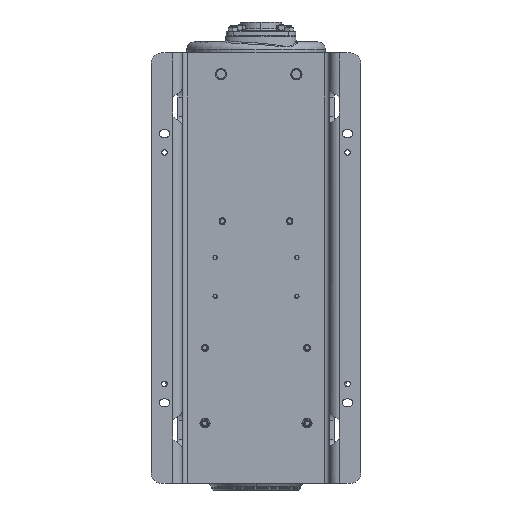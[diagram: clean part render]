
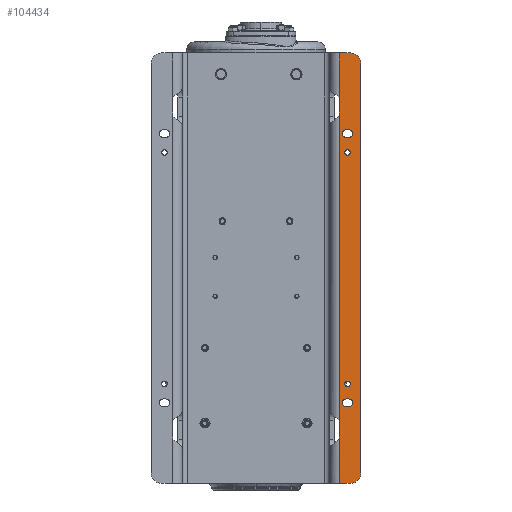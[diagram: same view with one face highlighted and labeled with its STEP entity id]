
A CAD part, front view. The second image highlights one B-rep face of the part: STEP entity #104434.
In plain terms, the highlighted planar face has unit normal (0, -1, 0).
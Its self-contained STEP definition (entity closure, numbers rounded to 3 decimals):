
#869=DIRECTION('',(0.,0.,-1.));
#870=VECTOR('',#869,565.);
#871=CARTESIAN_POINT('',(155.,-80.,-78.));
#872=LINE('',#871,#870);
#873=DIRECTION('',(0.,0.,-1.));
#874=VECTOR('',#873,35.);
#875=CARTESIAN_POINT('',(155.,-80.,-43.));
#876=LINE('',#875,#874);
#877=DIRECTION('',(0.,0.,-1.));
#878=VECTOR('',#877,82.5);
#879=CARTESIAN_POINT('',(155.,-80.,39.5));
#880=LINE('',#879,#878);
#881=CARTESIAN_POINT('',(175.,-80.,19.5));
#882=DIRECTION('',(0.,-1.,0.));
#883=DIRECTION('',(1.,0.,0.));
#884=AXIS2_PLACEMENT_3D('',#881,#882,#883);
#886=CARTESIAN_POINT('',(175.,-80.,-740.5));
#887=DIRECTION('',(0.,-1.,0.));
#888=DIRECTION('',(0.,0.,-1.));
#889=AXIS2_PLACEMENT_3D('',#886,#887,#888);
#891=DIRECTION('',(0.,0.,-1.));
#892=VECTOR('',#891,82.5);
#893=CARTESIAN_POINT('',(155.,-80.,-678.));
#894=LINE('',#893,#892);
#895=DIRECTION('',(0.,0.,-1.));
#896=VECTOR('',#895,35.);
#897=CARTESIAN_POINT('',(155.,-80.,-643.));
#898=LINE('',#897,#896);
#899=DIRECTION('',(-1.,0.,0.));
#900=VECTOR('',#899,2.5);
#901=CARTESIAN_POINT('',(172.5,-80.,-603.5));
#902=LINE('',#901,#900);
#903=DIRECTION('',(-1.,0.,0.));
#904=VECTOR('',#903,2.5);
#905=CARTESIAN_POINT('',(170.,-80.,-603.5));
#906=LINE('',#905,#904);
#907=CARTESIAN_POINT('',(167.5,-80.,-610.5));
#908=DIRECTION('',(0.,1.,0.));
#909=DIRECTION('',(0.,0.,-1.));
#910=AXIS2_PLACEMENT_3D('',#907,#908,#909);
#912=DIRECTION('',(1.,0.,0.));
#913=VECTOR('',#912,2.5);
#914=CARTESIAN_POINT('',(167.5,-80.,-617.5));
#915=LINE('',#914,#913);
#916=DIRECTION('',(1.,0.,0.));
#917=VECTOR('',#916,2.5);
#918=CARTESIAN_POINT('',(170.,-80.,-617.5));
#919=LINE('',#918,#917);
#920=CARTESIAN_POINT('',(172.5,-80.,-610.5));
#921=DIRECTION('',(0.,1.,0.));
#922=DIRECTION('',(0.,0.,1.));
#923=AXIS2_PLACEMENT_3D('',#920,#921,#922);
#925=DIRECTION('',(-1.,0.,0.));
#926=VECTOR('',#925,2.5);
#927=CARTESIAN_POINT('',(172.5,-80.,-103.5));
#928=LINE('',#927,#926);
#929=DIRECTION('',(-1.,0.,0.));
#930=VECTOR('',#929,2.5);
#931=CARTESIAN_POINT('',(170.,-80.,-103.5));
#932=LINE('',#931,#930);
#933=CARTESIAN_POINT('',(167.5,-80.,-110.5));
#934=DIRECTION('',(0.,1.,0.));
#935=DIRECTION('',(0.,0.,-1.));
#936=AXIS2_PLACEMENT_3D('',#933,#934,#935);
#938=DIRECTION('',(1.,0.,0.));
#939=VECTOR('',#938,2.5);
#940=CARTESIAN_POINT('',(167.5,-80.,-117.5));
#941=LINE('',#940,#939);
#942=DIRECTION('',(1.,0.,0.));
#943=VECTOR('',#942,2.5);
#944=CARTESIAN_POINT('',(170.,-80.,-117.5));
#945=LINE('',#944,#943);
#946=CARTESIAN_POINT('',(172.5,-80.,-110.5));
#947=DIRECTION('',(0.,1.,0.));
#948=DIRECTION('',(0.,0.,1.));
#949=AXIS2_PLACEMENT_3D('',#946,#947,#948);
#951=CARTESIAN_POINT('',(170.,-80.,-575.5));
#952=DIRECTION('',(0.,1.,0.));
#953=DIRECTION('',(0.,0.,-1.));
#954=AXIS2_PLACEMENT_3D('',#951,#952,#953);
#956=CARTESIAN_POINT('',(170.,-80.,-575.5));
#957=DIRECTION('',(0.,1.,0.));
#958=DIRECTION('',(0.,0.,1.));
#959=AXIS2_PLACEMENT_3D('',#956,#957,#958);
#961=CARTESIAN_POINT('',(170.,-80.,-145.5));
#962=DIRECTION('',(0.,1.,0.));
#963=DIRECTION('',(0.,0.,-1.));
#964=AXIS2_PLACEMENT_3D('',#961,#962,#963);
#966=CARTESIAN_POINT('',(170.,-80.,-145.5));
#967=DIRECTION('',(0.,1.,0.));
#968=DIRECTION('',(0.,0.,1.));
#969=AXIS2_PLACEMENT_3D('',#966,#967,#968);
#1027=CARTESIAN_POINT('',(155.,-80.,-78.));
#1245=CARTESIAN_POINT('',(155.,-80.,-678.));
#1263=DIRECTION('',(1.,0.,0.));
#1264=VECTOR('',#1263,20.);
#1265=CARTESIAN_POINT('',(155.,-80.,-760.5));
#1266=LINE('',#1265,#1264);
#1271=DIRECTION('',(0.,0.,-1.));
#1272=VECTOR('',#1271,760.);
#1273=CARTESIAN_POINT('',(195.,-80.,19.5));
#1274=LINE('',#1273,#1272);
#1287=DIRECTION('',(1.,0.,0.));
#1288=VECTOR('',#1287,20.);
#1289=CARTESIAN_POINT('',(155.,-80.,39.5));
#1290=LINE('',#1289,#1288);
#101978=CARTESIAN_POINT('',(155.,-80.,39.5));
#101979=VERTEX_POINT('',#101978);
#101994=CARTESIAN_POINT('',(155.,-80.,-760.5));
#101995=VERTEX_POINT('',#101994);
#102000=CARTESIAN_POINT('',(175.,-80.,-760.5));
#102001=VERTEX_POINT('',#102000);
#102002=CARTESIAN_POINT('',(195.,-80.,-740.5));
#102003=VERTEX_POINT('',#102002);
#102016=CARTESIAN_POINT('',(195.,-80.,19.5));
#102017=VERTEX_POINT('',#102016);
#102018=CARTESIAN_POINT('',(175.,-80.,39.5));
#102019=VERTEX_POINT('',#102018);
#102066=VERTEX_POINT('',#1027);
#102067=CARTESIAN_POINT('',(155.,-80.,-43.));
#102068=VERTEX_POINT('',#102067);
#102069=VERTEX_POINT('',#1245);
#102070=CARTESIAN_POINT('',(155.,-80.,-643.));
#102071=VERTEX_POINT('',#102070);
#102180=CARTESIAN_POINT('',(172.5,-80.,-103.5));
#102181=CARTESIAN_POINT('',(170.,-80.,-103.5));
#102182=VERTEX_POINT('',#102180);
#102183=VERTEX_POINT('',#102181);
#102184=CARTESIAN_POINT('',(167.5,-80.,-103.5));
#102185=VERTEX_POINT('',#102184);
#102186=CARTESIAN_POINT('',(167.5,-80.,-117.5));
#102187=VERTEX_POINT('',#102186);
#102188=CARTESIAN_POINT('',(170.,-80.,-117.5));
#102189=VERTEX_POINT('',#102188);
#102190=CARTESIAN_POINT('',(172.5,-80.,-117.5));
#102191=VERTEX_POINT('',#102190);
#102192=CARTESIAN_POINT('',(172.5,-80.,-603.5));
#102193=CARTESIAN_POINT('',(170.,-80.,-603.5));
#102194=VERTEX_POINT('',#102192);
#102195=VERTEX_POINT('',#102193);
#102196=CARTESIAN_POINT('',(167.5,-80.,-603.5));
#102197=VERTEX_POINT('',#102196);
#102198=CARTESIAN_POINT('',(167.5,-80.,-617.5));
#102199=VERTEX_POINT('',#102198);
#102200=CARTESIAN_POINT('',(170.,-80.,-617.5));
#102201=VERTEX_POINT('',#102200);
#102202=CARTESIAN_POINT('',(172.5,-80.,-617.5));
#102203=VERTEX_POINT('',#102202);
#102216=CARTESIAN_POINT('',(170.,-80.,-580.75));
#102217=CARTESIAN_POINT('',(170.,-80.,-570.25));
#102218=VERTEX_POINT('',#102216);
#102219=VERTEX_POINT('',#102217);
#102224=CARTESIAN_POINT('',(170.,-80.,-150.75));
#102225=CARTESIAN_POINT('',(170.,-80.,-140.25));
#102226=VERTEX_POINT('',#102224);
#102227=VERTEX_POINT('',#102225);
#104368=CARTESIAN_POINT('',(155.,-80.,39.5));
#104369=DIRECTION('',(0.,1.,0.));
#104370=DIRECTION('',(1.,0.,0.));
#104371=AXIS2_PLACEMENT_3D('',#104368,#104369,#104370);
#104372=PLANE('',#104371);
#104374=ORIENTED_EDGE('',*,*,#104373,.F.);
#104375=ORIENTED_EDGE('',*,*,#104362,.F.);
#104377=ORIENTED_EDGE('',*,*,#104376,.F.);
#104379=ORIENTED_EDGE('',*,*,#104378,.T.);
#104381=ORIENTED_EDGE('',*,*,#104380,.F.);
#104383=ORIENTED_EDGE('',*,*,#104382,.T.);
#104385=ORIENTED_EDGE('',*,*,#104384,.F.);
#104387=ORIENTED_EDGE('',*,*,#104386,.F.);
#104389=ORIENTED_EDGE('',*,*,#104388,.F.);
#104391=ORIENTED_EDGE('',*,*,#104390,.F.);
#104392=EDGE_LOOP('',(#104374,#104375,#104377,#104379,#104381,#104383,#104385,
#104387,#104389,#104391));
#104393=FACE_OUTER_BOUND('',#104392,.F.);
#104395=ORIENTED_EDGE('',*,*,#104394,.T.);
#104397=ORIENTED_EDGE('',*,*,#104396,.T.);
#104399=ORIENTED_EDGE('',*,*,#104398,.F.);
#104401=ORIENTED_EDGE('',*,*,#104400,.T.);
#104403=ORIENTED_EDGE('',*,*,#104402,.T.);
#104405=ORIENTED_EDGE('',*,*,#104404,.F.);
#104406=EDGE_LOOP('',(#104395,#104397,#104399,#104401,#104403,#104405));
#104407=FACE_BOUND('',#104406,.F.);
#104409=ORIENTED_EDGE('',*,*,#104408,.T.);
#104411=ORIENTED_EDGE('',*,*,#104410,.T.);
#104413=ORIENTED_EDGE('',*,*,#104412,.F.);
#104415=ORIENTED_EDGE('',*,*,#104414,.T.);
#104417=ORIENTED_EDGE('',*,*,#104416,.T.);
#104419=ORIENTED_EDGE('',*,*,#104418,.F.);
#104420=EDGE_LOOP('',(#104409,#104411,#104413,#104415,#104417,#104419));
#104421=FACE_BOUND('',#104420,.F.);
#104423=ORIENTED_EDGE('',*,*,#104422,.F.);
#104425=ORIENTED_EDGE('',*,*,#104424,.F.);
#104426=EDGE_LOOP('',(#104423,#104425));
#104427=FACE_BOUND('',#104426,.F.);
#104429=ORIENTED_EDGE('',*,*,#104428,.F.);
#104431=ORIENTED_EDGE('',*,*,#104430,.F.);
#104432=EDGE_LOOP('',(#104429,#104431));
#104433=FACE_BOUND('',#104432,.F.);
#104434=ADVANCED_FACE('',(#104393,#104407,#104421,#104427,#104433),#104372,.F.);
#885=CIRCLE('',#884,20.);
#890=CIRCLE('',#889,20.);
#911=CIRCLE('',#910,7.);
#924=CIRCLE('',#923,7.);
#937=CIRCLE('',#936,7.);
#950=CIRCLE('',#949,7.);
#955=CIRCLE('',#954,5.25);
#960=CIRCLE('',#959,5.25);
#965=CIRCLE('',#964,5.25);
#970=CIRCLE('',#969,5.25);
#104362=EDGE_CURVE('',#102068,#102066,#876,.T.);
#104373=EDGE_CURVE('',#102066,#102071,#872,.T.);
#104376=EDGE_CURVE('',#101979,#102068,#880,.T.);
#104378=EDGE_CURVE('',#101979,#102019,#1290,.T.);
#104380=EDGE_CURVE('',#102017,#102019,#885,.T.);
#104382=EDGE_CURVE('',#102017,#102003,#1274,.T.);
#104384=EDGE_CURVE('',#102001,#102003,#890,.T.);
#104386=EDGE_CURVE('',#101995,#102001,#1266,.T.);
#104388=EDGE_CURVE('',#102069,#101995,#894,.T.);
#104390=EDGE_CURVE('',#102071,#102069,#898,.T.);
#104394=EDGE_CURVE('',#102194,#102195,#902,.T.);
#104396=EDGE_CURVE('',#102195,#102197,#906,.T.);
#104398=EDGE_CURVE('',#102199,#102197,#911,.T.);
#104400=EDGE_CURVE('',#102199,#102201,#915,.T.);
#104402=EDGE_CURVE('',#102201,#102203,#919,.T.);
#104404=EDGE_CURVE('',#102194,#102203,#924,.T.);
#104408=EDGE_CURVE('',#102182,#102183,#928,.T.);
#104410=EDGE_CURVE('',#102183,#102185,#932,.T.);
#104412=EDGE_CURVE('',#102187,#102185,#937,.T.);
#104414=EDGE_CURVE('',#102187,#102189,#941,.T.);
#104416=EDGE_CURVE('',#102189,#102191,#945,.T.);
#104418=EDGE_CURVE('',#102182,#102191,#950,.T.);
#104422=EDGE_CURVE('',#102218,#102219,#955,.T.);
#104424=EDGE_CURVE('',#102219,#102218,#960,.T.);
#104428=EDGE_CURVE('',#102226,#102227,#965,.T.);
#104430=EDGE_CURVE('',#102227,#102226,#970,.T.);
